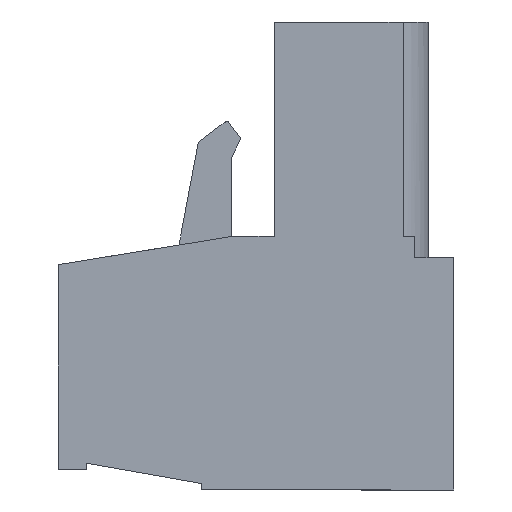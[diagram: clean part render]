
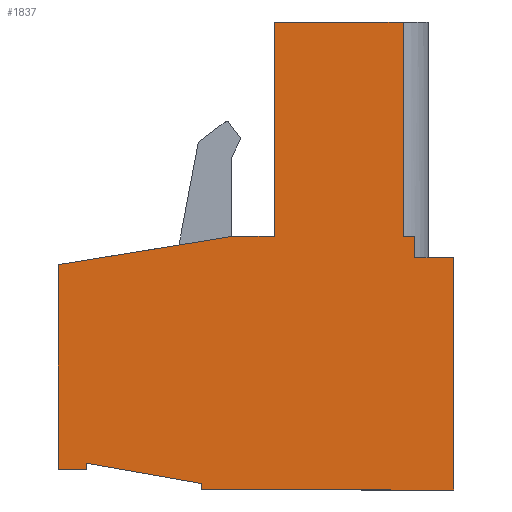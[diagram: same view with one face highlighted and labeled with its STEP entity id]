
A CAD part, left-side view. The second image highlights one B-rep face of the part: STEP entity #1837.
In plain terms, the highlighted planar face has unit normal (-1, 0, 0).
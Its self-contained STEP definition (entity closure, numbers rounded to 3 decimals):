
#102 = AXIS2_PLACEMENT_3D ( 'NONE', #21696, #19128, #18016 ) ;
#239 = EDGE_CURVE ( 'NONE', #18302, #23378, #3409, .T. ) ;
#260 = ORIENTED_EDGE ( 'NONE', *, *, #21088, .F. ) ;
#388 = DIRECTION ( 'NONE',  ( 0., 0., 1. ) ) ;
#821 = VERTEX_POINT ( 'NONE', #4302 ) ;
#968 = LINE ( 'NONE', #10848, #25163 ) ;
#1045 = VERTEX_POINT ( 'NONE', #2490 ) ;
#1192 = CARTESIAN_POINT ( 'NONE',  ( 0., 1.96, 0.85 ) ) ;
#1209 = VERTEX_POINT ( 'NONE', #9316 ) ;
#1324 = VECTOR ( 'NONE', #18685, 1000. ) ;
#1344 = EDGE_LOOP ( 'NONE', ( #12595, #24779, #20747, #1835, #260, #22474, #4663, #16961, #21981, #24548, #23794, #5583, #6000, #20709, #20470 ) ) ;
#1800 = FACE_OUTER_BOUND ( 'NONE', #1344, .T. ) ;
#1835 = ORIENTED_EDGE ( 'NONE', *, *, #13009, .F. ) ;
#1837 = ADVANCED_FACE ( 'NONE', ( #1800 ), #24730, .F. ) ;
#2094 = VERTEX_POINT ( 'NONE', #3179 ) ;
#2371 = VERTEX_POINT ( 'NONE', #6009 ) ;
#2490 = CARTESIAN_POINT ( 'NONE',  ( 0., 15.33, -0.26 ) ) ;
#2523 = CARTESIAN_POINT ( 'NONE',  ( 0., 14.24, -7.96 ) ) ;
#3179 = CARTESIAN_POINT ( 'NONE',  ( 0., 9.77, -9. ) ) ;
#3409 = LINE ( 'NONE', #14398, #23639 ) ;
#3434 = VECTOR ( 'NONE', #9252, 1000. ) ;
#3468 = DIRECTION ( 'NONE',  ( 0., 0., 1. ) ) ;
#3788 = DIRECTION ( 'NONE',  ( 0., 0., -1. ) ) ;
#3864 = CARTESIAN_POINT ( 'NONE',  ( 0., 1.51, 0.85 ) ) ;
#3885 = EDGE_CURVE ( 'NONE', #6066, #1045, #8998, .T. ) ;
#3910 = CARTESIAN_POINT ( 'NONE',  ( 0., 15.33, -8.2 ) ) ;
#4302 = CARTESIAN_POINT ( 'NONE',  ( 0., 0., 0. ) ) ;
#4608 = VECTOR ( 'NONE', #3788, 1000. ) ;
#4660 = DIRECTION ( 'NONE',  ( 0., -1., 0. ) ) ;
#4663 = ORIENTED_EDGE ( 'NONE', *, *, #239, .F. ) ;
#5453 = VERTEX_POINT ( 'NONE', #18888 ) ;
#5482 = CARTESIAN_POINT ( 'NONE',  ( 0., 9.77, -9. ) ) ;
#5583 = ORIENTED_EDGE ( 'NONE', *, *, #19578, .F. ) ;
#5772 = CARTESIAN_POINT ( 'NONE',  ( 0., 0., 0. ) ) ;
#6000 = ORIENTED_EDGE ( 'NONE', *, *, #24046, .F. ) ;
#6009 = CARTESIAN_POINT ( 'NONE',  ( 0., 1.51, 0. ) ) ;
#6066 = VERTEX_POINT ( 'NONE', #3910 ) ;
#6232 = EDGE_CURVE ( 'NONE', #7749, #25036, #19321, .T. ) ;
#6427 = EDGE_CURVE ( 'NONE', #2371, #821, #9209, .T. ) ;
#6666 = EDGE_CURVE ( 'NONE', #23378, #10798, #7673, .T. ) ;
#7042 = VERTEX_POINT ( 'NONE', #9350 ) ;
#7673 = LINE ( 'NONE', #12097, #22666 ) ;
#7749 = VERTEX_POINT ( 'NONE', #16264 ) ;
#8998 = LINE ( 'NONE', #22577, #13578 ) ;
#9102 = VECTOR ( 'NONE', #3468, 1000. ) ;
#9209 = LINE ( 'NONE', #14837, #13173 ) ;
#9252 = DIRECTION ( 'NONE',  ( 0., 0., -1. ) ) ;
#9316 = CARTESIAN_POINT ( 'NONE',  ( 0., 0., -9. ) ) ;
#9350 = CARTESIAN_POINT ( 'NONE',  ( 0., 1.96, 0.85 ) ) ;
#9442 = LINE ( 'NONE', #1192, #25078 ) ;
#10042 = EDGE_CURVE ( 'NONE', #7042, #19785, #9442, .T. ) ;
#10260 = CARTESIAN_POINT ( 'NONE',  ( 0., 8.49, 0.85 ) ) ;
#10532 = LINE ( 'NONE', #20737, #15108 ) ;
#10798 = VERTEX_POINT ( 'NONE', #13544 ) ;
#10848 = CARTESIAN_POINT ( 'NONE',  ( 0., 0., -9. ) ) ;
#12097 = CARTESIAN_POINT ( 'NONE',  ( 0., 6.96, 0.85 ) ) ;
#12112 = VECTOR ( 'NONE', #17596, 1000. ) ;
#12595 = ORIENTED_EDGE ( 'NONE', *, *, #6427, .F. ) ;
#12763 = VERTEX_POINT ( 'NONE', #16203 ) ;
#12899 = EDGE_CURVE ( 'NONE', #19785, #2371, #17569, .T. ) ;
#13009 = EDGE_CURVE ( 'NONE', #12763, #7042, #24280, .T. ) ;
#13173 = VECTOR ( 'NONE', #22727, 1000. ) ;
#13544 = CARTESIAN_POINT ( 'NONE',  ( 0., 6.96, 9.15 ) ) ;
#13578 = VECTOR ( 'NONE', #14780, 1000. ) ;
#14235 = DIRECTION ( 'NONE',  ( 0., 0., -1. ) ) ;
#14398 = CARTESIAN_POINT ( 'NONE',  ( 0., 8.49, 0.85 ) ) ;
#14780 = DIRECTION ( 'NONE',  ( 0., 0., 1. ) ) ;
#14837 = CARTESIAN_POINT ( 'NONE',  ( 0., 1.51, 0. ) ) ;
#14858 = DIRECTION ( 'NONE',  ( 0., -1., 0. ) ) ;
#14899 = DIRECTION ( 'NONE',  ( 0., 0.985, 0.174 ) ) ;
#15108 = VECTOR ( 'NONE', #14899, 1000. ) ;
#15349 = EDGE_CURVE ( 'NONE', #1209, #2094, #968, .T. ) ;
#15549 = DIRECTION ( 'NONE',  ( 0., -1., 0. ) ) ;
#16203 = CARTESIAN_POINT ( 'NONE',  ( 0., 1.96, 9.15 ) ) ;
#16238 = EDGE_CURVE ( 'NONE', #821, #1209, #20227, .T. ) ;
#16264 = CARTESIAN_POINT ( 'NONE',  ( 0., 14.24, -7.96 ) ) ;
#16390 = CARTESIAN_POINT ( 'NONE',  ( 0., 6.96, 9.15 ) ) ;
#16614 = VECTOR ( 'NONE', #4660, 1000. ) ;
#16756 = DIRECTION ( 'NONE',  ( 0., 1., 0. ) ) ;
#16961 = ORIENTED_EDGE ( 'NONE', *, *, #21045, .F. ) ;
#17359 = LINE ( 'NONE', #23397, #12112 ) ;
#17569 = LINE ( 'NONE', #24496, #1324 ) ;
#17596 = DIRECTION ( 'NONE',  ( 0., 1., 0. ) ) ;
#17691 = LINE ( 'NONE', #5482, #9102 ) ;
#17755 = CARTESIAN_POINT ( 'NONE',  ( 0., 6.96, 0.85 ) ) ;
#17862 = VECTOR ( 'NONE', #19806, 1000. ) ;
#18016 = DIRECTION ( 'NONE',  ( 0., 0., -1. ) ) ;
#18302 = VERTEX_POINT ( 'NONE', #10260 ) ;
#18463 = LINE ( 'NONE', #23666, #17862 ) ;
#18685 = DIRECTION ( 'NONE',  ( 0., 0., -1. ) ) ;
#18888 = CARTESIAN_POINT ( 'NONE',  ( 0., 9.77, -8.75 ) ) ;
#19013 = CARTESIAN_POINT ( 'NONE',  ( 0., 1.96, 9.15 ) ) ;
#19128 = DIRECTION ( 'NONE',  ( 1., 0., 0. ) ) ;
#19321 = LINE ( 'NONE', #2523, #23919 ) ;
#19578 = EDGE_CURVE ( 'NONE', #5453, #7749, #10532, .T. ) ;
#19785 = VERTEX_POINT ( 'NONE', #3864 ) ;
#19806 = DIRECTION ( 'NONE',  ( 0., -0.987, 0.16 ) ) ;
#20227 = LINE ( 'NONE', #5772, #4608 ) ;
#20470 = ORIENTED_EDGE ( 'NONE', *, *, #16238, .F. ) ;
#20709 = ORIENTED_EDGE ( 'NONE', *, *, #15349, .F. ) ;
#20737 = CARTESIAN_POINT ( 'NONE',  ( 0., 9.77, -8.75 ) ) ;
#20747 = ORIENTED_EDGE ( 'NONE', *, *, #10042, .F. ) ;
#21045 = EDGE_CURVE ( 'NONE', #1045, #18302, #18463, .T. ) ;
#21088 = EDGE_CURVE ( 'NONE', #10798, #12763, #21806, .T. ) ;
#21696 = CARTESIAN_POINT ( 'NONE',  ( 0., 0., 0. ) ) ;
#21806 = LINE ( 'NONE', #16390, #16614 ) ;
#21981 = ORIENTED_EDGE ( 'NONE', *, *, #3885, .F. ) ;
#22246 = CARTESIAN_POINT ( 'NONE',  ( 0., 14.24, -8.2 ) ) ;
#22474 = ORIENTED_EDGE ( 'NONE', *, *, #6666, .F. ) ;
#22577 = CARTESIAN_POINT ( 'NONE',  ( 0., 15.33, -8.2 ) ) ;
#22666 = VECTOR ( 'NONE', #388, 1000. ) ;
#22727 = DIRECTION ( 'NONE',  ( 0., -1., 0. ) ) ;
#23378 = VERTEX_POINT ( 'NONE', #17755 ) ;
#23397 = CARTESIAN_POINT ( 'NONE',  ( 0., 14.24, -8.2 ) ) ;
#23639 = VECTOR ( 'NONE', #15549, 1000. ) ;
#23666 = CARTESIAN_POINT ( 'NONE',  ( 0., 15.33, -0.26 ) ) ;
#23794 = ORIENTED_EDGE ( 'NONE', *, *, #6232, .F. ) ;
#23919 = VECTOR ( 'NONE', #14235, 1000. ) ;
#24046 = EDGE_CURVE ( 'NONE', #2094, #5453, #17691, .T. ) ;
#24280 = LINE ( 'NONE', #19013, #3434 ) ;
#24496 = CARTESIAN_POINT ( 'NONE',  ( 0., 1.51, 0.85 ) ) ;
#24548 = ORIENTED_EDGE ( 'NONE', *, *, #24770, .F. ) ;
#24730 = PLANE ( 'NONE',  #102 ) ;
#24770 = EDGE_CURVE ( 'NONE', #25036, #6066, #17359, .T. ) ;
#24779 = ORIENTED_EDGE ( 'NONE', *, *, #12899, .F. ) ;
#25036 = VERTEX_POINT ( 'NONE', #22246 ) ;
#25078 = VECTOR ( 'NONE', #14858, 1000. ) ;
#25163 = VECTOR ( 'NONE', #16756, 1000. ) ;
